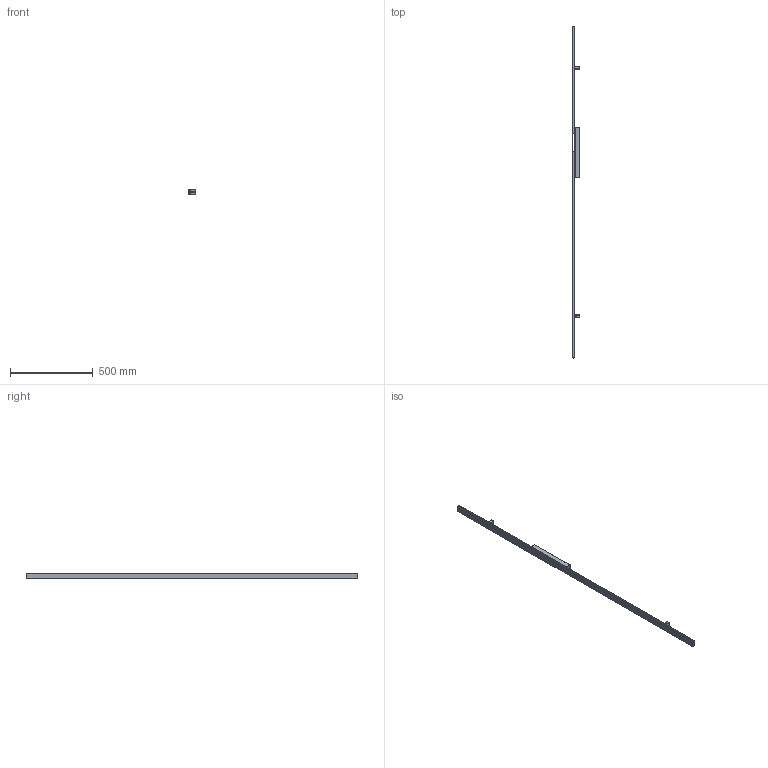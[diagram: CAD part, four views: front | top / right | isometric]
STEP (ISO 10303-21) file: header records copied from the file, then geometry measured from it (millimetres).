
FILE_DESCRIPTION(/* description */ ('This is a sample STEP configuration'),/* implementation_level */ '2;1');
FILE_NAME(/* name */ '708-009100xxxxxx SIMPLE.ipt_Rev_00.stp',/* time_stamp */ '2023-01-30T07:28:39+01:00',/* author */ ('powerJobs'),/* organization */ ('coolOrange'),/* preprocessor_version */ 'ST-DEVELOPER v19.2',/* originating_system */ 'Autodesk Inventor 2023',/* authorisation */ '');
FILE_SCHEMA (('AUTOMOTIVE_DESIGN { 1 0 10303 214 3 1 1 }'));
Length unit declared in the file: millimetre
Products named in the file (1): ENG000027868
Bounding box: 48.05 x 2003 x 35.1 mm (x, y, z)
Volume: 343663.9 mm3; surface area: 497455.3 mm2
Topology: 2 solids, 16 shells, 1095 faces, 2959 edges, 1862 vertices
Faces by surface type: plane 586, cylinder 437, sphere 24, cone 18, bspline 16, torus 14
Full cylindrical faces by diameter (mm): 2.5 x2, 3.242 x2, 3.6 x2, 4 x6, 4.2 x3, 5.5 x2, 8.5 x2, 20 x1, 22 x1
Entity records: 36308 total; most frequent: CARTESIAN_POINT 7625, ORIENTED_EDGE 5890, DIRECTION 5729, EDGE_CURVE 2945, LINE 1969, VECTOR 1969, AXIS2_PLACEMENT_3D 1880, VERTEX_POINT 1862
